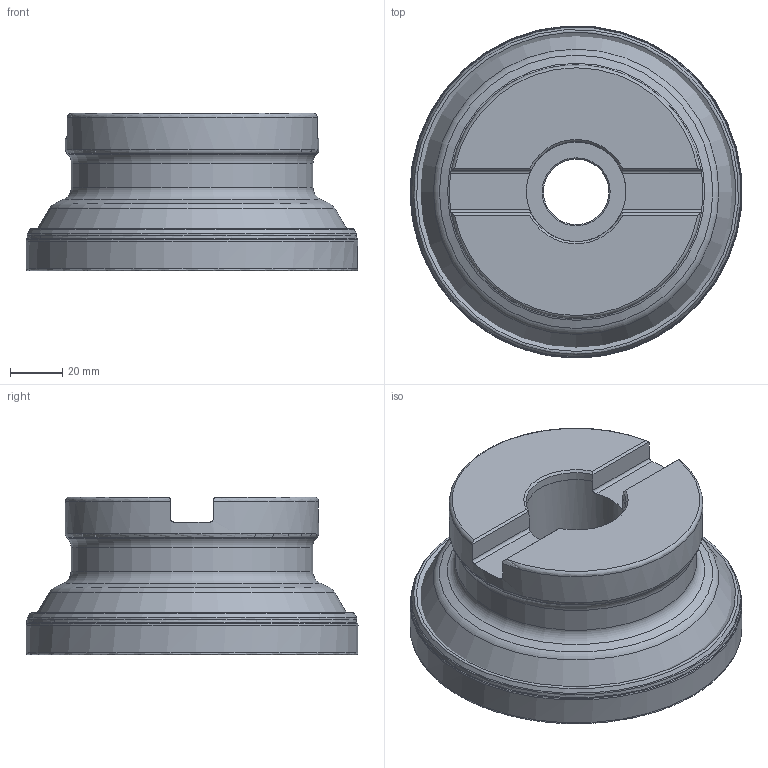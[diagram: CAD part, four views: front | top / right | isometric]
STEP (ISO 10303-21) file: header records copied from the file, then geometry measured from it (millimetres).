
FILE_DESCRIPTION(/* description */ (''),/* implementation_level */ '2;1');
FILE_NAME(/* name */ 'E-Catalogue_F90-TP16-D500Z9S150I.stp',/* time_stamp */ '2023-10-19T10:53:06+09:00',/* author */ (''),/* organization */ (''),/* preprocessor_version */ 'ST-DEVELOPER v16',/* originating_system */ 'SIEMENS PLM Software NX 10.0',/* authorisation */ '');
FILE_SCHEMA (('AP203_CONFIGURATION_CONTROLLED_3D_DESIGN_OF_MECHANICAL_PARTS_AND_ASSEMBLIES_MIM_LF { 1 0 10303 403 2 1 2}'));
Length unit declared in the file: millimetre
Products named in the file (1): 1022C79461C3qzun
Bounding box: 126.86 x 126.94 x 60.33 mm (x, y, z)
Volume: 422231.5 mm3; surface area: 65611.8 mm2
Topology: 1 solids, 2 shells, 78 faces, 223 edges, 172 vertices
Faces by surface type: revolution 21, plane 18, torus 17, cone 12, cylinder 10
Full cylindrical faces by diameter (mm): 25 x1, 38.1 x1, 39.1 x1, 52 x1, 92.4 x1, 97 x1
Entity records: 2573 total; most frequent: CARTESIAN_POINT 960, DIRECTION 294, ORIENTED_EDGE 242, EDGE_LOOP 134, AXIS2_PLACEMENT_3D 123, EDGE_CURVE 121, FACE_BOUND 112, VERTEX_POINT 99
